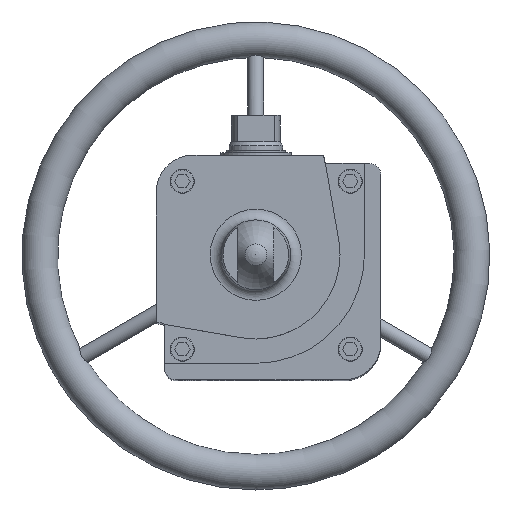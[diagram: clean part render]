
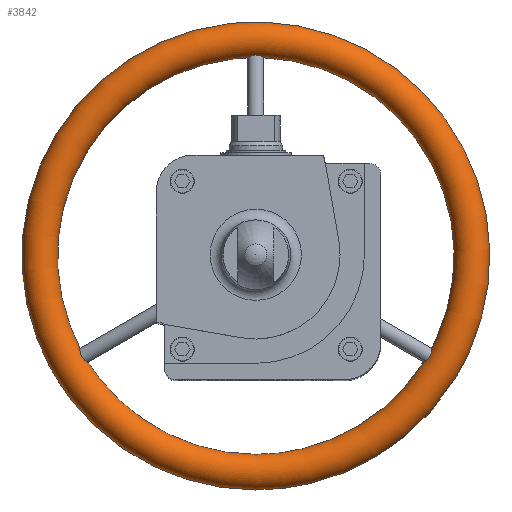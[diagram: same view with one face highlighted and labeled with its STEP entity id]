
A CAD part, top view. The second image highlights one B-rep face of the part: STEP entity #3842.
In plain terms, the highlighted toroidal (fillet/blend) face has major radius 161.65 mm and minor radius 13.35 mm.
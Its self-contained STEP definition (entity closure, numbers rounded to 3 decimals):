
#81=TOROIDAL_SURFACE('',#4157,161.65,13.35);
#95=B_SPLINE_CURVE_WITH_KNOTS('',3,(#5936,#5937,#5938,#5939,#5940,#5941,
#5942,#5943,#5944,#5945,#5946,#5947,#5948,#5949,#5950,#5951,#5952,#5953,
#5954),.UNSPECIFIED.,.T.,.F.,(1,1,1,1,1,1,1,1,1,1,1,1,1,1,1,1,1,1,1,1,1,
1,1),(-0.007,-0.005,-0.002,0.,
0.002,0.005,0.007,0.01,
0.012,0.014,0.017,0.019,
0.022,0.024,0.026,0.029,
0.031,0.033,0.036,0.038,
0.041,0.043,0.045),.UNSPECIFIED.);
#96=B_SPLINE_CURVE_WITH_KNOTS('',3,(#5956,#5957,#5958,#5959,#5960,#5961,
#5962,#5963,#5964,#5965,#5966,#5967,#5968,#5969,#5970,#5971,#5972,#5973),
 .UNSPECIFIED.,.T.,.F.,(1,1,1,1,1,1,1,1,1,1,1,1,1,1,1,1,1,1,1,1,1,1),(-0.007,
-0.005,-0.002,0.,0.002,0.005,
0.007,0.01,0.012,0.014,
0.017,0.019,0.024,0.026,
0.029,0.031,0.033,0.036,
0.038,0.041,0.043,0.045),
 .UNSPECIFIED.);
#97=B_SPLINE_CURVE_WITH_KNOTS('',3,(#5975,#5976,#5977,#5978,#5979,#5980,
#5981,#5982,#5983,#5984,#5985,#5986,#5987,#5988,#5989,#5990,#5991,#5992),
 .UNSPECIFIED.,.T.,.F.,(1,1,1,1,1,1,1,1,1,1,1,1,1,1,1,1,1,1,1,1,1,1),(-0.007,
-0.005,-0.002,0.,0.002,0.005,
0.007,0.01,0.014,0.017,
0.019,0.021,0.024,0.026,
0.029,0.031,0.033,0.036,
0.038,0.041,0.043,0.045),
 .UNSPECIFIED.);
#1003=ORIENTED_EDGE('',*,*,#2025,.F.);
#1004=ORIENTED_EDGE('',*,*,#2026,.T.);
#1005=ORIENTED_EDGE('',*,*,#2027,.T.);
#2025=EDGE_CURVE('',#2531,#2531,#95,.T.);
#2026=EDGE_CURVE('',#2532,#2532,#96,.T.);
#2027=EDGE_CURVE('',#2533,#2533,#97,.T.);
#2531=VERTEX_POINT('',#5955);
#2532=VERTEX_POINT('',#5974);
#2533=VERTEX_POINT('',#5993);
#3039=EDGE_LOOP('',(#1003));
#3040=EDGE_LOOP('',(#1004));
#3041=EDGE_LOOP('',(#1005));
#3407=FACE_BOUND('',#3039,.T.);
#3408=FACE_BOUND('',#3040,.T.);
#3409=FACE_BOUND('',#3041,.T.);
#3842=ADVANCED_FACE('',(#3407,#3408,#3409),#81,.T.);
#4157=AXIS2_PLACEMENT_3D('',#5935,#4674,#4675);
#4674=DIRECTION('',(0.,0.,-1.));
#4675=DIRECTION('',(-1.,0.,0.));
#5935=CARTESIAN_POINT('',(0.,0.,-331.75));
#5936=CARTESIAN_POINT('',(-5.351,148.257,-333.463));
#5937=CARTESIAN_POINT('',(-3.858,148.714,-335.355));
#5938=CARTESIAN_POINT('',(-1.798,149.196,-336.59));
#5939=CARTESIAN_POINT('',(0.65,149.325,-336.864));
#5940=CARTESIAN_POINT('',(2.949,148.96,-336.037));
#5941=CARTESIAN_POINT('',(4.721,148.451,-334.428));
#5942=CARTESIAN_POINT('',(5.85,148.128,-332.288));
#5943=CARTESIAN_POINT('',(6.143,148.232,-329.854));
#5944=CARTESIAN_POINT('',(5.456,148.813,-327.562));
#5945=CARTESIAN_POINT('',(3.931,149.611,-325.813));
#5946=CARTESIAN_POINT('',(1.805,150.257,-324.773));
#5947=CARTESIAN_POINT('',(-0.641,150.408,-324.561));
#5948=CARTESIAN_POINT('',(-2.967,149.964,-325.216));
#5949=CARTESIAN_POINT('',(-4.807,149.195,-326.636));
#5950=CARTESIAN_POINT('',(-5.93,148.465,-328.692));
#5951=CARTESIAN_POINT('',(-6.111,148.113,-331.133));
#5952=CARTESIAN_POINT('',(-5.351,148.257,-333.463));
#5953=CARTESIAN_POINT('',(-3.858,148.714,-335.355));
#5954=CARTESIAN_POINT('',(-1.798,149.196,-336.59));
#5955=CARTESIAN_POINT('',(-3.764,148.718,-335.246));
#5956=CARTESIAN_POINT('',(125.259,-79.257,-331.715));
#5957=CARTESIAN_POINT('',(125.95,-78.546,-333.972));
#5958=CARTESIAN_POINT('',(127.187,-77.381,-335.711));
#5959=CARTESIAN_POINT('',(128.65,-75.716,-336.755));
#5960=CARTESIAN_POINT('',(129.892,-73.571,-336.76));
#5961=CARTESIAN_POINT('',(130.608,-71.455,-335.712));
#5962=CARTESIAN_POINT('',(130.999,-69.798,-333.962));
#5963=CARTESIAN_POINT('',(131.267,-68.853,-331.724));
#5964=CARTESIAN_POINT('',(131.493,-68.911,-329.278));
#5965=CARTESIAN_POINT('',(131.66,-70.401,-326.357));
#5966=CARTESIAN_POINT('',(131.237,-73.392,-324.643));
#5967=CARTESIAN_POINT('',(129.595,-76.234,-324.641));
#5968=CARTESIAN_POINT('',(127.998,-77.894,-325.49));
#5969=CARTESIAN_POINT('',(126.466,-78.961,-327.074));
#5970=CARTESIAN_POINT('',(125.43,-79.42,-329.259));
#5971=CARTESIAN_POINT('',(125.259,-79.257,-331.715));
#5972=CARTESIAN_POINT('',(125.95,-78.546,-333.972));
#5973=CARTESIAN_POINT('',(127.187,-77.381,-335.711));
#5974=CARTESIAN_POINT('',(126.041,-78.47,-333.885));
#5975=CARTESIAN_POINT('',(-128.805,-75.503,-336.814));
#5976=CARTESIAN_POINT('',(-127.323,-77.245,-335.849));
#5977=CARTESIAN_POINT('',(-126.052,-78.451,-334.164));
#5978=CARTESIAN_POINT('',(-125.296,-79.205,-331.964));
#5979=CARTESIAN_POINT('',(-125.366,-79.431,-329.521));
#5980=CARTESIAN_POINT('',(-126.64,-78.914,-326.539));
#5981=CARTESIAN_POINT('',(-129.004,-77.144,-324.723));
#5982=CARTESIAN_POINT('',(-130.72,-74.345,-324.6));
#5983=CARTESIAN_POINT('',(-131.417,-72.12,-325.367));
#5984=CARTESIAN_POINT('',(-131.615,-70.207,-326.881));
#5985=CARTESIAN_POINT('',(-131.515,-68.988,-329.008));
#5986=CARTESIAN_POINT('',(-131.293,-68.805,-331.463));
#5987=CARTESIAN_POINT('',(-131.03,-69.662,-333.75));
#5988=CARTESIAN_POINT('',(-130.659,-71.256,-335.556));
#5989=CARTESIAN_POINT('',(-129.993,-73.33,-336.69));
#5990=CARTESIAN_POINT('',(-128.805,-75.503,-336.814));
#5991=CARTESIAN_POINT('',(-127.323,-77.245,-335.849));
#5992=CARTESIAN_POINT('',(-126.052,-78.451,-334.164));
#5993=CARTESIAN_POINT('',(-127.359,-77.156,-335.729));
